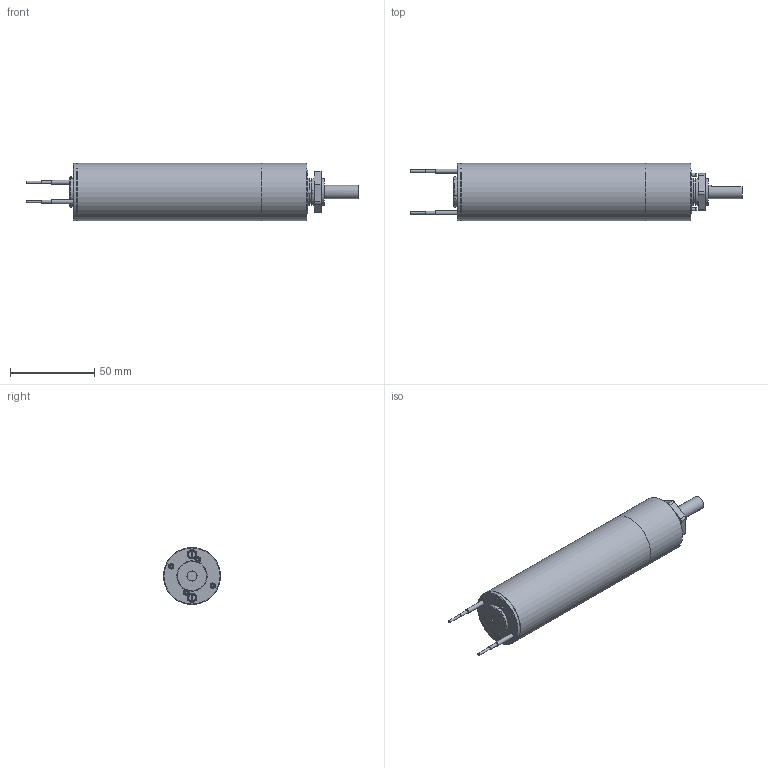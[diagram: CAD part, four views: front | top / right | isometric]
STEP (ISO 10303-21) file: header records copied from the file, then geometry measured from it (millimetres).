
FILE_DESCRIPTION (( 'STEP AP203' ), '1' );
FILE_NAME ('GNM2145C-G5 2-stufig.STEP', '2019-11-20T09:13:40', ( '' ), ( '' ), 'SwSTEP 2.0', 'SolidWorks 2019', '' );
FILE_SCHEMA (( 'CONFIG_CONTROL_DESIGN' ));
Length unit declared in the file: millimetre
Products named in the file (1): GNM2145C-G5 2-stufig
Bounding box: 197.6 x 34 x 34 mm (x, y, z)
Volume: 130791.8 mm3; surface area: 19149.9 mm2
Topology: 1 solids, 3 shells, 115 faces, 243 edges, 162 vertices
Faces by surface type: plane 52, cylinder 45, torus 10, cone 8
Full cylindrical faces by diameter (mm): 1.4 x6, 1.8 x2, 2 x6, 2.3 x4, 2.5 x4, 3.5 x2, 5.5 x2, 6 x1, 8 x1, 13.8 x1, 16 x2, 16.5 x1, 25 x1, 33.994 x1, 34 x3
Entity records: 2929 total; most frequent: CARTESIAN_POINT 622, DIRECTION 498, ORIENTED_EDGE 346, AXIS2_PLACEMENT_3D 229, EDGE_LOOP 196, EDGE_CURVE 173, FACE_OUTER_BOUND 158, VERTEX_POINT 141
